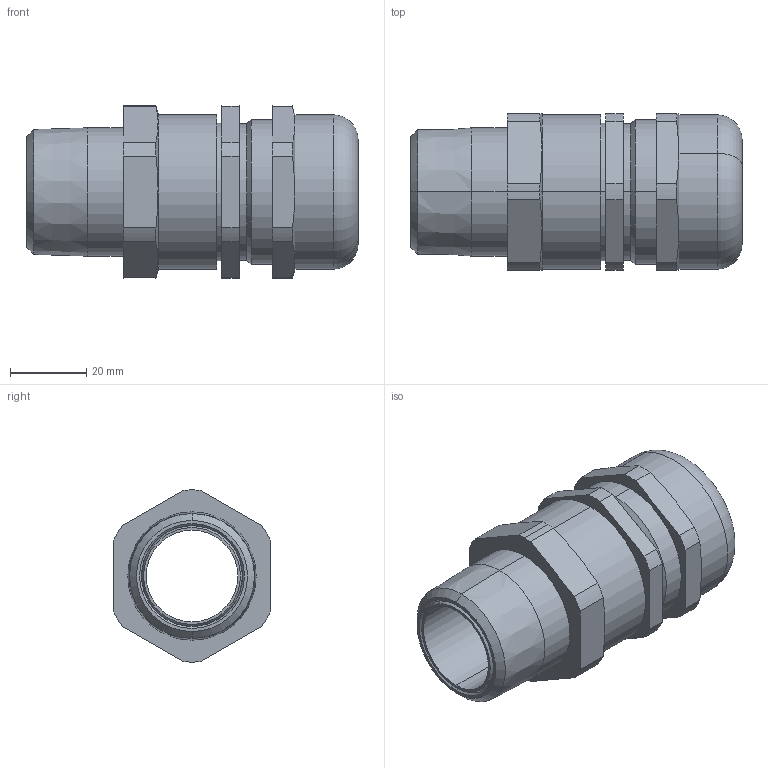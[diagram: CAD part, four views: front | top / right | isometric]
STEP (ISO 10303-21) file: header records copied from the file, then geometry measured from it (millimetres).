
FILE_DESCRIPTION (( 'STEP AP203' ), '1' );
FILE_NAME ('32PXSS2K1RA033.STEP', '2017-01-24T09:59:34', ( '' ), ( '' ), 'SwSTEP 2.0', 'SolidWorks 2014', '' );
FILE_SCHEMA (( 'CONFIG_CONTROL_DESIGN' ));
Length unit declared in the file: millimetre
Products named in the file (1): 32PXSS2K1RA033
Bounding box: 86.95 x 41 x 45.1 mm (x, y, z)
Surface area: 20777.8 mm2 (no closed solid volume)
Topology: 0 solids, 4 shells, 90 faces, 221 edges, 139 vertices
Faces by surface type: cylinder 40, plane 26, cone 22, torus 2
Entity records: 2814 total; most frequent: CARTESIAN_POINT 553, DIRECTION 492, ORIENTED_EDGE 430, EDGE_CURVE 221, AXIS2_PLACEMENT_3D 194, VERTEX_POINT 139, LINE 104, VECTOR 104
